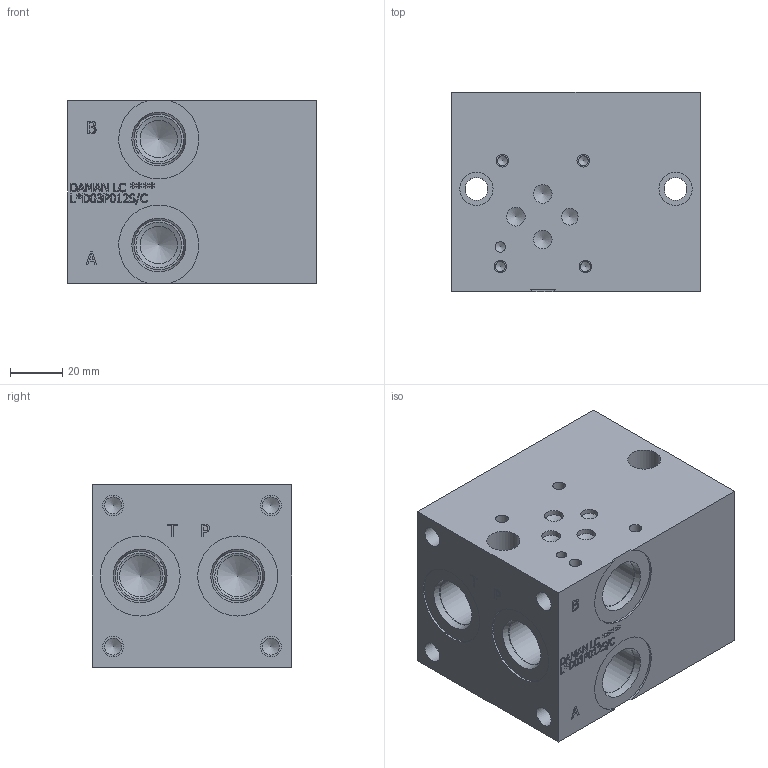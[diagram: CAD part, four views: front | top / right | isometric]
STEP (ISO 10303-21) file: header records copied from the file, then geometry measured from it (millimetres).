
FILE_DESCRIPTION(/* description */ (''),/* implementation_level */ '2;1');
FILE_NAME(/* name */ 'L_D03P012S_C.stp',/* time_stamp */ '2021-02-19T10:10:51-05:00',/* author */ ('trevorh'),/* organization */ (''),/* preprocessor_version */ 'ST-DEVELOPER v18',/* originating_system */ 'Autodesk Inventor 2020',/* authorisation */ '');
FILE_SCHEMA (('AUTOMOTIVE_DESIGN { 1 0 10303 214 3 1 1 }'));
Length unit declared in the file: millimetre
Products named in the file (1): Part_LAD03P012S~C_3D
Bounding box: 95.25 x 76.2 x 69.85 mm (x, y, z)
Volume: 435368.7 mm3; surface area: 57305.3 mm2
Topology: 1 solids, 1 shells, 607 faces, 1664 edges, 1126 vertices
Faces by surface type: plane 335, bspline 157, cylinder 69, cone 46
Full cylindrical faces by diameter (mm): 3.785 x4, 3.962 x1, 4.826 x4, 6.35 x1, 6.528 x8, 7.137 x3, 7.925 x8, 8.738 x2, 12.7 x2, 14.3 x3, 15.875 x4, 15.9 x1, 17.501 x6, 19.05 x6, 19.253 x6, 20.62 x1, 22.23 x1, 22.54 x1, 30.16 x1, 30.632 x4
Entity records: 20474 total; most frequent: CARTESIAN_POINT 5415, ORIENTED_EDGE 3280, DIRECTION 2484, EDGE_CURVE 1640, VERTEX_POINT 1126, LINE 1070, VECTOR 1070, AXIS2_PLACEMENT_3D 707
